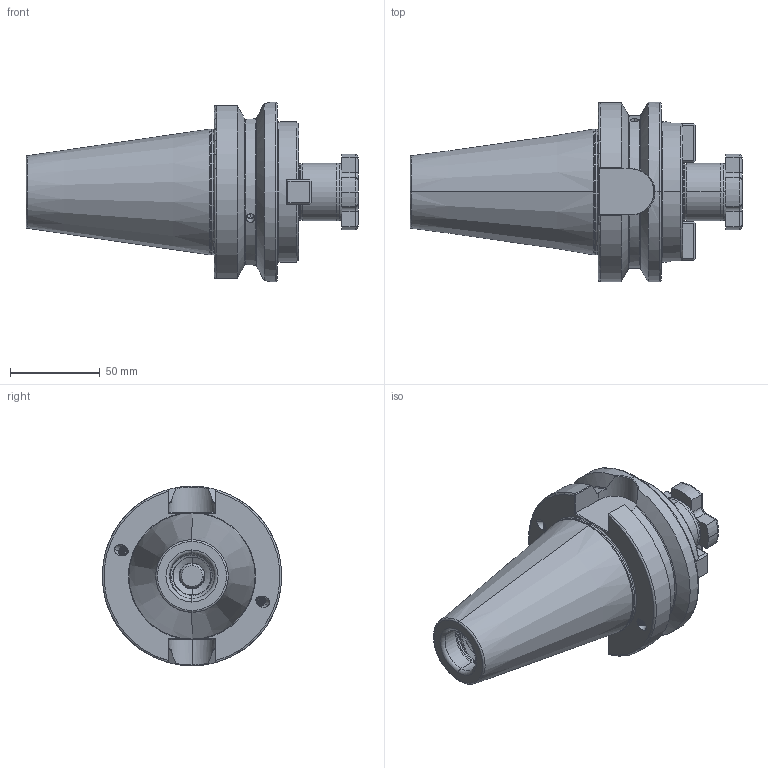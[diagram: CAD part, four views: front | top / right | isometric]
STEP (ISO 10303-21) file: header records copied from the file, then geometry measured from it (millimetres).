
FILE_DESCRIPTION (( 'STEP AP203' ), '1' );
FILE_NAME ('506.11.32.STEP', '2016-11-26T02:41:04', ( '' ), ( '' ), 'SwSTEP 2.0', 'SolidWorks 2012', '' );
FILE_SCHEMA (( 'CONFIG_CONTROL_DESIGN' ));
Length unit declared in the file: millimetre
Products named in the file (5): 102.11.32_M5xP0.8-14L; 506.11.32; 面銑刀墊塊32; 十字螺絲FMB32
Assembly tree (6 placements, depth 2):
  506.11.32
    506.11.32
    十字螺絲FMB32
    面銑刀墊塊32  x2
    102.11.32_M5xP0.8-14L  x2
Bounding box: 184.8 x 100 x 100 mm (x, y, z)
Volume: 528810.7 mm3; surface area: 76380.6 mm2
Topology: 6 solids, 6 shells, 578 faces, 1505 edges, 941 vertices
Faces by surface type: cylinder 283, plane 148, cone 56, torus 53, bspline 38
Entity records: 32496 total; most frequent: CARTESIAN_POINT 21391, ORIENTED_EDGE 2518, DIRECTION 1924, EDGE_CURVE 1259, VERTEX_POINT 796, AXIS2_PLACEMENT_3D 729, EDGE_LOOP 501, ADVANCED_FACE 478
